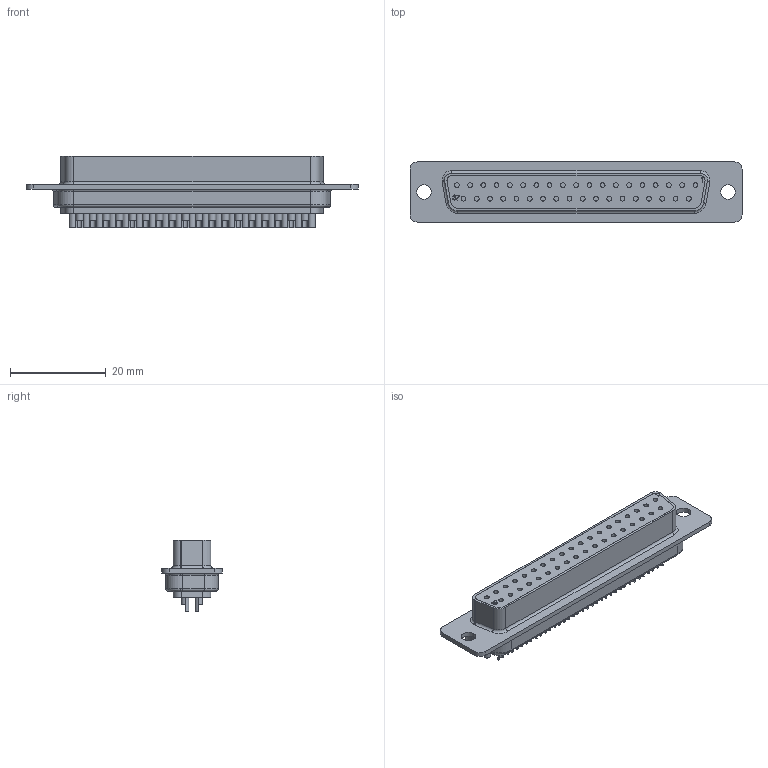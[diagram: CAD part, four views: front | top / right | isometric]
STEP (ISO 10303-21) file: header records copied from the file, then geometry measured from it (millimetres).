
FILE_DESCRIPTION (( 'STEP AP203' ), '1' );
FILE_NAME ('SD37S.STEP', '2006-06-30T18:52:34', ( ' ' ), ( ' ' ), 'SwSTEP 2.0', 'SolidWorks 2005354', '' );
FILE_SCHEMA (( 'CONFIG_CONTROL_DESIGN' ));
Length unit declared in the file: inch
Products named in the file (1): SD37S
Bounding box: 69.34 x 12.55 x 15.01 mm (x, y, z)
Volume: 6146.4 mm3; surface area: 4647.7 mm2
Topology: 1 solids, 1 shells, 566 faces, 1268 edges, 785 vertices
Faces by surface type: plane 266, cylinder 266, torus 20, bspline 14
Entity records: 16886 total; most frequent: CARTESIAN_POINT 3814, DIRECTION 2905, ORIENTED_EDGE 2536, EDGE_CURVE 1268, AXIS2_PLACEMENT_3D 1112, VERTEX_POINT 785, VECTOR 681, LINE 681
